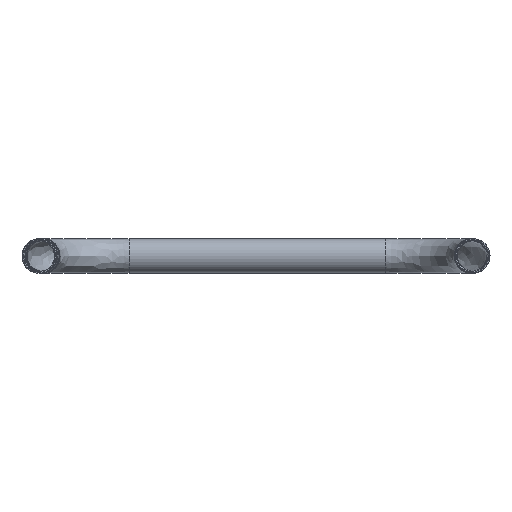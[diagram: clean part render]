
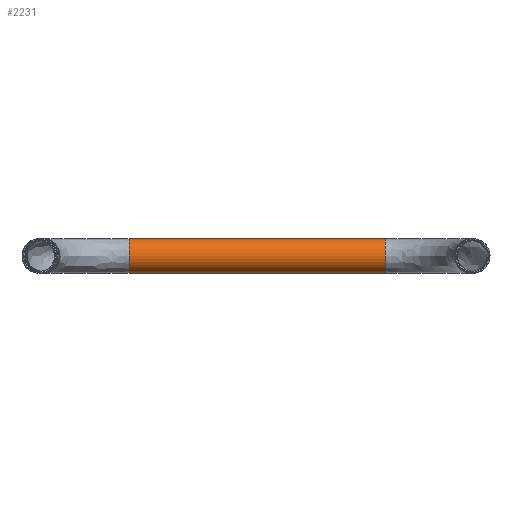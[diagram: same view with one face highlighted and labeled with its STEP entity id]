
A CAD part, left-side view. The second image highlights one B-rep face of the part: STEP entity #2231.
In plain terms, the highlighted free-form (B-spline) face has degree [3, 1] with [4, 2] control points.
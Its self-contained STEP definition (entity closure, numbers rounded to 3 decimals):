
#608 = DIRECTION ( 'NONE',  ( 0., -1., 0. ) ) ;
#609 = VECTOR ( 'NONE', #608, 1000. ) ;
#610 = CARTESIAN_POINT ( 'NONE',  ( 750., -155.242, -30.15 ) ) ;
#611 = LINE ( 'NONE', #610, #609 ) ;
#638 = LINE ( 'NONE', #707, #706 ) ;
#695 = CARTESIAN_POINT ( 'NONE',  ( 750., -598.685, -30.15 ) ) ;
#704 = CARTESIAN_POINT ( 'NONE',  ( 750., -598.685, 30.15 ) ) ;
#705 = DIRECTION ( 'NONE',  ( 0., -1., 0. ) ) ;
#706 = VECTOR ( 'NONE', #705, 1000. ) ;
#707 = CARTESIAN_POINT ( 'NONE',  ( 750., -155.242, 30.15 ) ) ;
#1043 = FACE_OUTER_BOUND ( 'NONE', #1941, .T. ) ;
#1058 =( BOUNDED_SURFACE ( )  B_SPLINE_SURFACE ( 3, 1, ( 
 ( #1097, #1096 ),
 ( #1095, #1094 ),
 ( #1093, #1092 ),
 ( #1091, #1090 ) ),
 .UNSPECIFIED., .F., .F., .F. ) 
 B_SPLINE_SURFACE_WITH_KNOTS ( ( 4, 4 ),
 ( 2, 2 ),
 ( 0., 1. ),
 ( 0., 1. ),
 .UNSPECIFIED. ) 
 GEOMETRIC_REPRESENTATION_ITEM ( )  RATIONAL_B_SPLINE_SURFACE ( (
 ( 1., 1.),
 ( 0.333, 0.333),
 ( 0.333, 0.333),
 ( 1., 1.) ) ) 
 REPRESENTATION_ITEM ( '' )  SURFACE ( )  );
#1090 = CARTESIAN_POINT ( 'NONE',  ( 750., -598.685, -30.15 ) ) ;
#1091 = CARTESIAN_POINT ( 'NONE',  ( 750., -155.242, -30.15 ) ) ;
#1092 = CARTESIAN_POINT ( 'NONE',  ( 689.702, -599.211, -30.15 ) ) ;
#1093 = CARTESIAN_POINT ( 'NONE',  ( 689.702, -155.768, -30.15 ) ) ;
#1094 = CARTESIAN_POINT ( 'NONE',  ( 689.702, -599.211, 30.15 ) ) ;
#1095 = CARTESIAN_POINT ( 'NONE',  ( 689.702, -155.768, 30.15 ) ) ;
#1096 = CARTESIAN_POINT ( 'NONE',  ( 750., -598.685, 30.15 ) ) ;
#1097 = CARTESIAN_POINT ( 'NONE',  ( 750., -155.242, 30.15 ) ) ;
#1714 = DIRECTION ( 'NONE',  ( 0., 0., -1. ) ) ;
#1715 = DIRECTION ( 'NONE',  ( 0.009, -1., 0. ) ) ;
#1716 = CARTESIAN_POINT ( 'NONE',  ( 750., -598.685, 0. ) ) ;
#1717 = AXIS2_PLACEMENT_3D ( 'NONE', #1716, #1715, #1714 ) ;
#1719 = CIRCLE ( 'NONE', #1717, 30.15 ) ;
#1867 = ORIENTED_EDGE ( 'NONE', *, *, #2144, .F. ) ;
#1931 = VERTEX_POINT ( 'NONE', #3054 ) ;
#1932 = VERTEX_POINT ( 'NONE', #3050 ) ;
#1941 = EDGE_LOOP ( 'NONE', ( #1942, #1943, #1945, #1867 ) ) ;
#1942 = ORIENTED_EDGE ( 'NONE', *, *, #2096, .F. ) ;
#1943 = ORIENTED_EDGE ( 'NONE', *, *, #1944, .T. ) ;
#1944 = EDGE_CURVE ( 'NONE', #1931, #1932, #3064, .T. ) ;
#1945 = ORIENTED_EDGE ( 'NONE', *, *, #2073, .T. ) ;
#2073 = EDGE_CURVE ( 'NONE', #1932, #2100, #611, .T. ) ;
#2096 = EDGE_CURVE ( 'NONE', #1931, #2097, #638, .T. ) ;
#2097 = VERTEX_POINT ( 'NONE', #704 ) ;
#2100 = VERTEX_POINT ( 'NONE', #695 ) ;
#2144 = EDGE_CURVE ( 'NONE', #2097, #2100, #1719, .T. ) ;
#2231 = ADVANCED_FACE ( 'NONE', ( #1043 ), #1058, .T. ) ;
#3050 = CARTESIAN_POINT ( 'NONE',  ( 750., -155.242, -30.15 ) ) ;
#3054 = CARTESIAN_POINT ( 'NONE',  ( 750., -155.242, 30.15 ) ) ;
#3060 = DIRECTION ( 'NONE',  ( 0., 0., -1. ) ) ;
#3061 = DIRECTION ( 'NONE',  ( 0.009, -1., 0. ) ) ;
#3062 = CARTESIAN_POINT ( 'NONE',  ( 750., -155.242, 0. ) ) ;
#3063 = AXIS2_PLACEMENT_3D ( 'NONE', #3062, #3061, #3060 ) ;
#3064 = CIRCLE ( 'NONE', #3063, 30.15 ) ;
